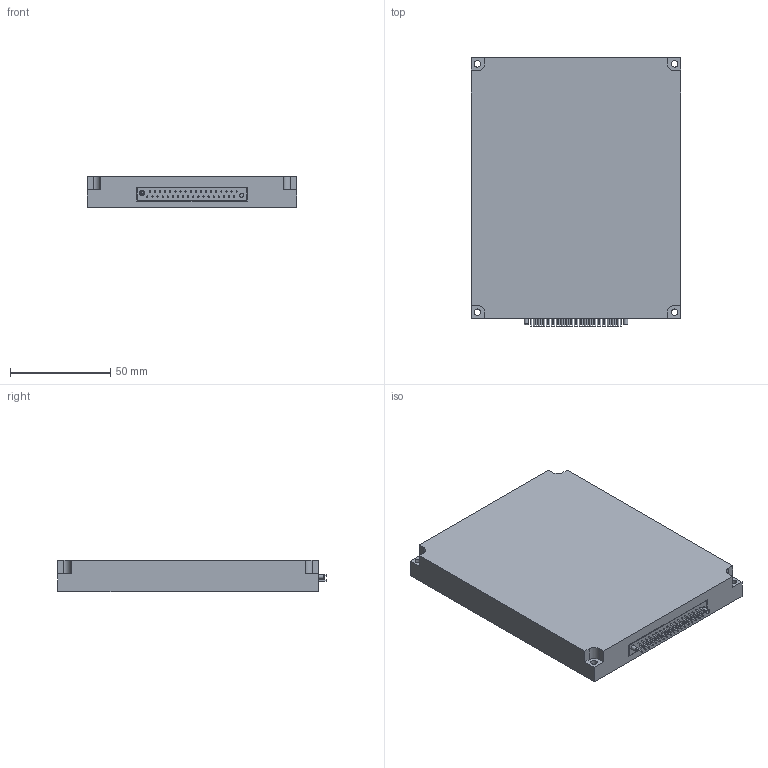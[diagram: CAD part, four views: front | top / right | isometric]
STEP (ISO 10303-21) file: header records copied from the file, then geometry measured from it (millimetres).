
FILE_DESCRIPTION(/* description */ ('Unknown'),/* implementation_level */ '2;1');
FILE_NAME(/* name */ 'M1802001',/* time_stamp */ '2020-04-09T15:55:28-04:00',/* author */ ('Unknown'),/* organization */ ('Unknown'),/* preprocessor_version */ 'ST-DEVELOPER v16.7',/* originating_system */ 'DEX',/* authorisation */ $);
FILE_SCHEMA (('CONFIG_CONTROL_DESIGN'));
Length unit declared in the file: millimetre
Products named in the file (3): M1802001; MAIN BODY; WTB36P90
Assembly tree (2 placements, depth 2):
  M1802001
    MAIN BODY
    WTB36P90
Bounding box: 104.14 x 133.44 x 15.49 mm (x, y, z)
Volume: 208316.5 mm3; surface area: 37778.6 mm2
Topology: 2 solids, 2 shells, 122 faces, 265 edges, 190 vertices
Faces by surface type: plane 71, cylinder 50, torus 1
Full cylindrical faces by diameter (mm): 0.635 x36, 1.883 x1, 2.083 x4, 2.683 x1, 3.2 x4
Entity records: 3532 total; most frequent: DIRECTION 528, CARTESIAN_POINT 451, ORIENTED_EDGE 354, AXIS2_PLACEMENT_3D 226, EDGE_LOOP 220, FACE_BOUND 220, EDGE_CURVE 177, VERTEX_POINT 149
